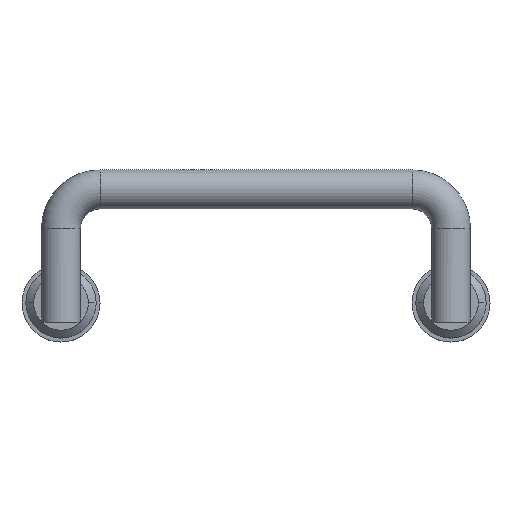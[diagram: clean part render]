
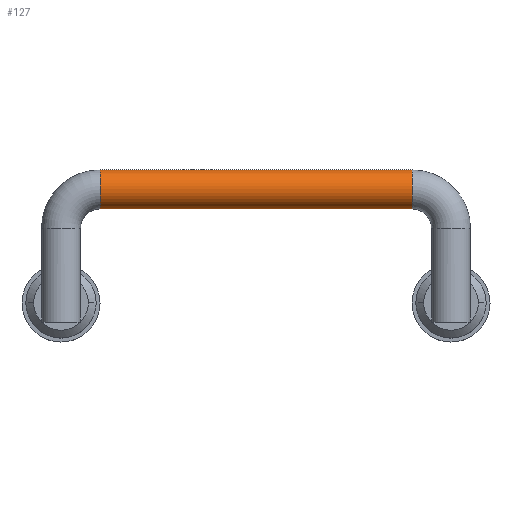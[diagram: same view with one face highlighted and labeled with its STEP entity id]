
A CAD part, top view. The second image highlights one B-rep face of the part: STEP entity #127.
In plain terms, the highlighted cylindrical face has radius 5 mm (diameter 10 mm), a partial arc.
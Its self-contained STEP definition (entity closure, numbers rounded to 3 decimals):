
#127 = ADVANCED_FACE( '', ( #278 ), #279, .T. );
#278 = FACE_OUTER_BOUND( '', #479, .T. );
#279 = CYLINDRICAL_SURFACE( '', #480, 5. );
#479 = EDGE_LOOP( '', ( #1000, #1001, #1002, #1003 ) );
#480 = AXIS2_PLACEMENT_3D( '', #1004, #1005, #1006 );
#1000 = ORIENTED_EDGE( '', *, *, #1400, .T. );
#1001 = ORIENTED_EDGE( '', *, *, #1500, .T. );
#1002 = ORIENTED_EDGE( '', *, *, #1402, .T. );
#1003 = ORIENTED_EDGE( '', *, *, #1501, .F. );
#1004 = CARTESIAN_POINT( '', ( -40., 29.104, 0. ) );
#1005 = DIRECTION( '', ( -1., 0., 0. ) );
#1006 = DIRECTION( '', ( 0., -1., 0. ) );
#1400 = EDGE_CURVE( '', #1706, #1707, #1708, .T. );
#1402 = EDGE_CURVE( '', #1711, #1709, #1712, .T. );
#1500 = EDGE_CURVE( '', #1707, #1711, #1866, .T. );
#1501 = EDGE_CURVE( '', #1706, #1709, #1867, .T. );
#1706 = VERTEX_POINT( '', #2220 );
#1707 = VERTEX_POINT( '', #2221 );
#1708 = LINE( '', #2222, #2223 );
#1709 = VERTEX_POINT( '', #2224 );
#1711 = VERTEX_POINT( '', #2226 );
#1712 = LINE( '', #2227, #2228 );
#1866 = CIRCLE( '', #2486, 5. );
#1867 = CIRCLE( '', #2487, 5. );
#2220 = CARTESIAN_POINT( '', ( -40., 24.104, 0. ) );
#2221 = CARTESIAN_POINT( '', ( 40., 24.104, 0. ) );
#2222 = CARTESIAN_POINT( '', ( -40., 24.104, 0. ) );
#2223 = VECTOR( '', #2733, 1. );
#2224 = CARTESIAN_POINT( '', ( -40., 34.104, 0. ) );
#2226 = CARTESIAN_POINT( '', ( 40., 34.104, 0. ) );
#2227 = CARTESIAN_POINT( '', ( -40., 34.104, 0. ) );
#2228 = VECTOR( '', #2737, 1. );
#2486 = AXIS2_PLACEMENT_3D( '', #2875, #2876, #2877 );
#2487 = AXIS2_PLACEMENT_3D( '', #2878, #2879, #2880 );
#2733 = DIRECTION( '', ( 1., 0., 0. ) );
#2737 = DIRECTION( '', ( -1., 0., 0. ) );
#2875 = CARTESIAN_POINT( '', ( 40., 29.104, 0. ) );
#2876 = DIRECTION( '', ( -1., 0., 0. ) );
#2877 = DIRECTION( '', ( 0., -1., 0. ) );
#2878 = CARTESIAN_POINT( '', ( -40., 29.104, 0. ) );
#2879 = DIRECTION( '', ( -1., 0., 0. ) );
#2880 = DIRECTION( '', ( 0., -1., 0. ) );
